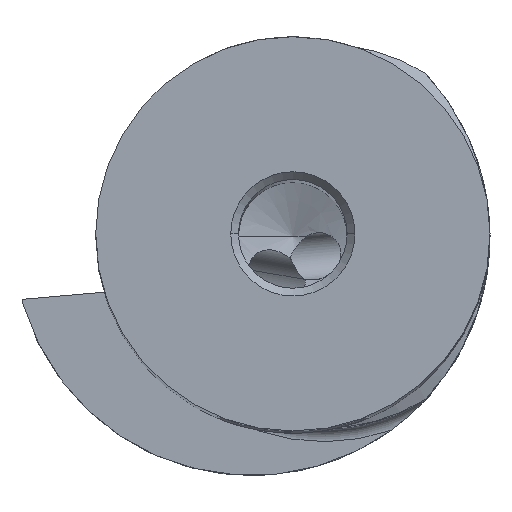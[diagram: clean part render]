
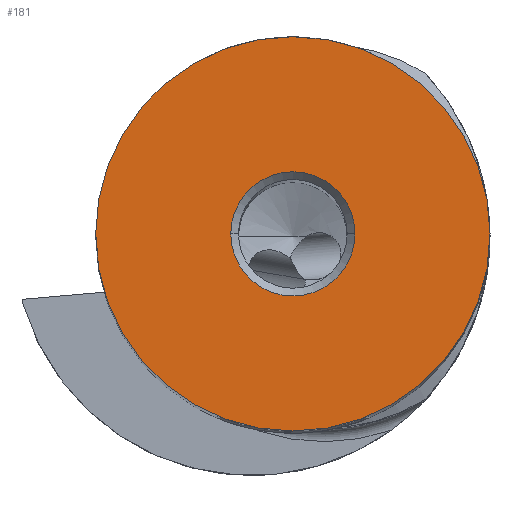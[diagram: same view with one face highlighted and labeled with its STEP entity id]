
A CAD part, top view. The second image highlights one B-rep face of the part: STEP entity #181.
In plain terms, the highlighted planar face has unit normal (0, 0, 1).
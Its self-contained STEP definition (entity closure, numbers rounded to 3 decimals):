
#61=FACE_BOUND('',#332,.T.);
#62=FACE_BOUND('',#333,.T.);
#87=PLANE('',#1348);
#181=ADVANCED_FACE('',(#61,#62),#87,.T.);
#332=EDGE_LOOP('',(#731,#732));
#333=EDGE_LOOP('',(#733,#734));
#731=ORIENTED_EDGE('',*,*,#1122,.F.);
#732=ORIENTED_EDGE('',*,*,#1115,.F.);
#733=ORIENTED_EDGE('',*,*,#1127,.F.);
#734=ORIENTED_EDGE('',*,*,#1128,.F.);
#962=VERTEX_POINT('',#2479);
#963=VERTEX_POINT('',#2480);
#972=VERTEX_POINT('',#2503);
#973=VERTEX_POINT('',#2504);
#1115=EDGE_CURVE('',#962,#963,#1226,.T.);
#1122=EDGE_CURVE('',#963,#962,#1227,.T.);
#1127=EDGE_CURVE('',#972,#973,#1228,.T.);
#1128=EDGE_CURVE('',#973,#972,#1229,.T.);
#1226=CIRCLE('',#1338,12.7);
#1227=CIRCLE('',#1342,12.7);
#1228=CIRCLE('',#1346,4.);
#1229=CIRCLE('',#1347,4.);
#1338=AXIS2_PLACEMENT_3D('',#2478,#1583,#1584);
#1342=AXIS2_PLACEMENT_3D('',#2492,#1595,#1596);
#1346=AXIS2_PLACEMENT_3D('',#2502,#1605,#1606);
#1347=AXIS2_PLACEMENT_3D('',#2505,#1607,#1608);
#1348=AXIS2_PLACEMENT_3D('',#2506,#1609,#1610);
#1583=DIRECTION('',(0.,0.,-1.));
#1584=DIRECTION('',(-1.,0.,0.));
#1595=DIRECTION('',(0.,0.,-1.));
#1596=DIRECTION('',(1.,0.,0.));
#1605=DIRECTION('',(0.,0.,1.));
#1606=DIRECTION('',(1.,0.,0.));
#1607=DIRECTION('',(0.,0.,1.));
#1608=DIRECTION('',(-1.,0.,0.));
#1609=DIRECTION('',(0.,0.,1.));
#1610=DIRECTION('',(1.,0.,0.));
#2478=CARTESIAN_POINT('',(0.,0.,0.));
#2479=CARTESIAN_POINT('',(-12.7,0.,0.));
#2480=CARTESIAN_POINT('',(12.7,0.,0.));
#2492=CARTESIAN_POINT('',(0.,0.,0.));
#2502=CARTESIAN_POINT('',(0.,0.,0.));
#2503=CARTESIAN_POINT('',(4.,0.,0.));
#2504=CARTESIAN_POINT('',(-4.,0.,0.));
#2505=CARTESIAN_POINT('',(0.,0.,0.));
#2506=CARTESIAN_POINT('',(0.,0.,0.));
